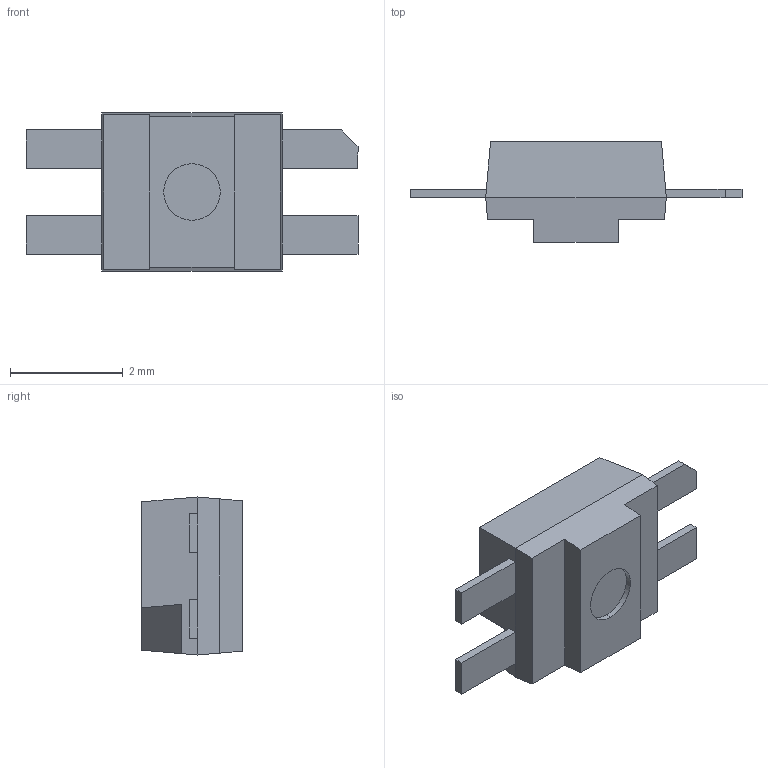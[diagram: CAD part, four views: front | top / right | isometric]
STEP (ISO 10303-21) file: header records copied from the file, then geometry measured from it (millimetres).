
FILE_DESCRIPTION (( 'STEP AP214' ), '1' );
FILE_NAME ('sk6812 mini-e.STEP', '2020-10-15T03:51:16', ( '' ), ( '' ), 'SwSTEP 2.0', 'SolidWorks 2019', '' );
FILE_SCHEMA (( 'AUTOMOTIVE_DESIGN' ));
Length unit declared in the file: millimetre
Products named in the file (1): sk6812 mini-e
Bounding box: 5.88 x 1.78 x 2.8 mm (x, y, z)
Volume: 13.6 mm3; surface area: 54.3 mm2
Topology: 2 solids, 2 shells, 47 faces, 111 edges, 70 vertices
Faces by surface type: plane 41, cone 4, cylinder 2
Entity records: 1595 total; most frequent: CARTESIAN_POINT 229, ORIENTED_EDGE 222, DIRECTION 219, EDGE_CURVE 111, LINE 99, VECTOR 99, VERTEX_POINT 70, AXIS2_PLACEMENT_3D 60
